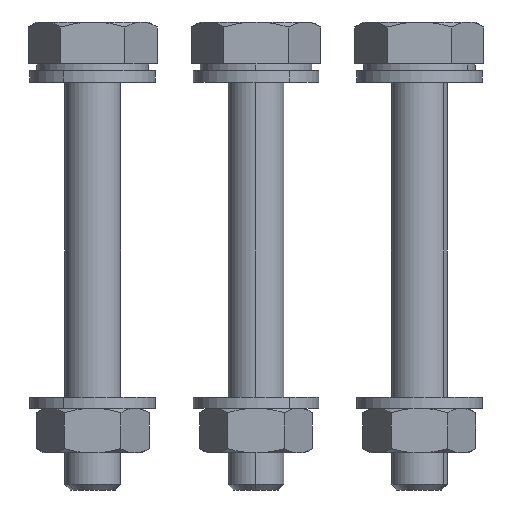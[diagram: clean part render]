
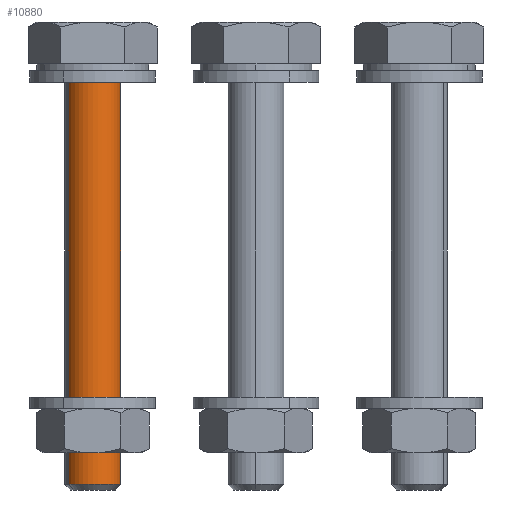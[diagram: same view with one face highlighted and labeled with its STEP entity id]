
A CAD part, left-side view. The second image highlights one B-rep face of the part: STEP entity #10880.
In plain terms, the highlighted cylindrical face has radius 2 mm (diameter 4 mm), a partial arc.
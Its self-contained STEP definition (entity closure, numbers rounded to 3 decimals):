
#81 = DIRECTION ( 'NONE',  ( 0., 0., 1. ) ) ;
#574 = ORIENTED_EDGE ( 'NONE', *, *, #16231, .T. ) ;
#784 = DIRECTION ( 'NONE',  ( 0.5, -0.866, 0. ) ) ;
#1037 = ORIENTED_EDGE ( 'NONE', *, *, #16145, .T. ) ;
#1905 = AXIS2_PLACEMENT_3D ( 'NONE', #17368, #9448, #784 ) ;
#2079 = VECTOR ( 'NONE', #7688, 1000. ) ;
#2711 = VERTEX_POINT ( 'NONE', #5823 ) ;
#3334 = ORIENTED_EDGE ( 'NONE', *, *, #7373, .F. ) ;
#3909 = DIRECTION ( 'NONE',  ( 0., 0., 1. ) ) ;
#4089 = DIRECTION ( 'NONE',  ( 0., 0., -1. ) ) ;
#4135 = FACE_OUTER_BOUND ( 'NONE', #6713, .T. ) ;
#5823 = CARTESIAN_POINT ( 'NONE',  ( -7.75, 13.423, 15.4 ) ) ;
#5869 = CARTESIAN_POINT ( 'NONE',  ( -6.75, 11.691, 19.1 ) ) ;
#5931 = DIRECTION ( 'NONE',  ( 0.5, -0.866, 0. ) ) ;
#5932 = VECTOR ( 'NONE', #3909, 1000. ) ;
#6713 = EDGE_LOOP ( 'NONE', ( #3334, #574, #1037, #7594 ) ) ;
#6759 = EDGE_CURVE ( 'NONE', #8935, #2711, #15620, .T. ) ;
#7373 = EDGE_CURVE ( 'NONE', #11183, #2711, #13418, .T. ) ;
#7594 = ORIENTED_EDGE ( 'NONE', *, *, #6759, .T. ) ;
#7688 = DIRECTION ( 'NONE',  ( 0., 0., 1. ) ) ;
#8935 = VERTEX_POINT ( 'NONE', #12660 ) ;
#9294 = LINE ( 'NONE', #17091, #2079 ) ;
#9448 = DIRECTION ( 'NONE',  ( 0., 0., 1. ) ) ;
#10301 = CARTESIAN_POINT ( 'NONE',  ( -5.75, 9.959, -14. ) ) ;
#10880 = ADVANCED_FACE ( 'NONE', ( #4135 ), #16619, .T. ) ;
#11183 = VERTEX_POINT ( 'NONE', #17454 ) ;
#12433 = CARTESIAN_POINT ( 'NONE',  ( -7.75, 13.423, 19.1 ) ) ;
#12651 = CARTESIAN_POINT ( 'NONE',  ( -6.75, 11.691, 15.4 ) ) ;
#12660 = CARTESIAN_POINT ( 'NONE',  ( -5.75, 9.959, 15.4 ) ) ;
#13418 = LINE ( 'NONE', #12433, #5932 ) ;
#13582 = AXIS2_PLACEMENT_3D ( 'NONE', #5869, #81, #5931 ) ;
#13949 = DIRECTION ( 'NONE',  ( -0.5, 0.866, 0. ) ) ;
#15353 = CIRCLE ( 'NONE', #1905, 2. ) ;
#15620 = CIRCLE ( 'NONE', #17963, 2. ) ;
#16145 = EDGE_CURVE ( 'NONE', #16896, #8935, #9294, .T. ) ;
#16231 = EDGE_CURVE ( 'NONE', #11183, #16896, #15353, .T. ) ;
#16619 = CYLINDRICAL_SURFACE ( 'NONE', #13582, 2. ) ;
#16896 = VERTEX_POINT ( 'NONE', #10301 ) ;
#17091 = CARTESIAN_POINT ( 'NONE',  ( -5.75, 9.959, 19.1 ) ) ;
#17368 = CARTESIAN_POINT ( 'NONE',  ( -6.75, 11.691, -14. ) ) ;
#17454 = CARTESIAN_POINT ( 'NONE',  ( -7.75, 13.423, -14. ) ) ;
#17963 = AXIS2_PLACEMENT_3D ( 'NONE', #12651, #4089, #13949 ) ;
